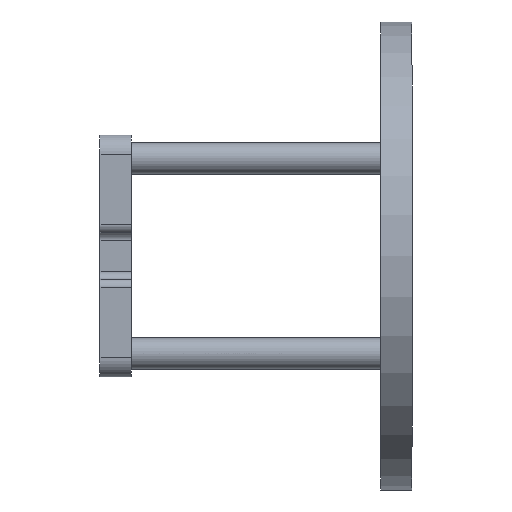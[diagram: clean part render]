
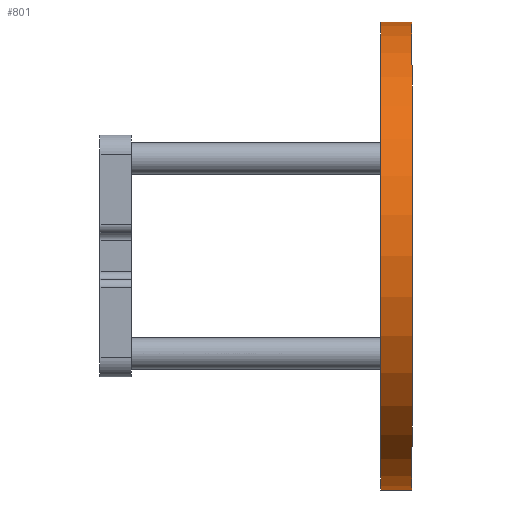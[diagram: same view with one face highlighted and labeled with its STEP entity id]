
A CAD part, left-side view. The second image highlights one B-rep face of the part: STEP entity #801.
In plain terms, the highlighted cylindrical face has radius 60 mm (diameter 120 mm), a partial arc.
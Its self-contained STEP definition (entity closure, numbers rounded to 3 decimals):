
#51 = CARTESIAN_POINT ( 'NONE',  ( 0., 8., -60. ) ) ;
#89 = CARTESIAN_POINT ( 'NONE',  ( 0., 8., 60. ) ) ;
#133 = CYLINDRICAL_SURFACE ( 'NONE', #2309, 60. ) ;
#152 = DIRECTION ( 'NONE',  ( 0., 0., -1. ) ) ;
#177 = VECTOR ( 'NONE', #3540, 1000. ) ;
#343 = CIRCLE ( 'NONE', #1001, 60. ) ;
#552 = EDGE_CURVE ( 'NONE', #2316, #561, #343, .T. ) ;
#561 = VERTEX_POINT ( 'NONE', #2555 ) ;
#685 = VERTEX_POINT ( 'NONE', #51 ) ;
#765 = EDGE_CURVE ( 'NONE', #685, #2316, #2447, .T. ) ;
#801 = ADVANCED_FACE ( 'NONE', ( #2679 ), #133, .T. ) ;
#991 = DIRECTION ( 'NONE',  ( 0., -1., 0. ) ) ;
#1001 = AXIS2_PLACEMENT_3D ( 'NONE', #1435, #3367, #3065 ) ;
#1035 = VERTEX_POINT ( 'NONE', #89 ) ;
#1066 = LINE ( 'NONE', #3272, #3056 ) ;
#1082 = DIRECTION ( 'NONE',  ( 0., -1., 0. ) ) ;
#1123 = ORIENTED_EDGE ( 'NONE', *, *, #2484, .F. ) ;
#1186 = DIRECTION ( 'NONE',  ( 0., 0., 1. ) ) ;
#1267 = CARTESIAN_POINT ( 'NONE',  ( 0., 8., 0. ) ) ;
#1292 = CARTESIAN_POINT ( 'NONE',  ( 0., 8., -60. ) ) ;
#1294 = CIRCLE ( 'NONE', #3164, 60. ) ;
#1300 = ORIENTED_EDGE ( 'NONE', *, *, #765, .T. ) ;
#1432 = EDGE_LOOP ( 'NONE', ( #2994, #1123, #1300, #1996 ) ) ;
#1435 = CARTESIAN_POINT ( 'NONE',  ( 0., 0., 0. ) ) ;
#1639 = EDGE_CURVE ( 'NONE', #1035, #561, #1066, .T. ) ;
#1996 = ORIENTED_EDGE ( 'NONE', *, *, #552, .T. ) ;
#2006 = CARTESIAN_POINT ( 'NONE',  ( 0., 8., 0. ) ) ;
#2309 = AXIS2_PLACEMENT_3D ( 'NONE', #1267, #991, #152 ) ;
#2316 = VERTEX_POINT ( 'NONE', #3073 ) ;
#2447 = LINE ( 'NONE', #1292, #177 ) ;
#2484 = EDGE_CURVE ( 'NONE', #685, #1035, #1294, .T. ) ;
#2555 = CARTESIAN_POINT ( 'NONE',  ( 0., 0., 60. ) ) ;
#2597 = DIRECTION ( 'NONE',  ( 0., 1., 0. ) ) ;
#2679 = FACE_OUTER_BOUND ( 'NONE', #1432, .T. ) ;
#2994 = ORIENTED_EDGE ( 'NONE', *, *, #1639, .F. ) ;
#3056 = VECTOR ( 'NONE', #1082, 1000. ) ;
#3065 = DIRECTION ( 'NONE',  ( 0., 0., 1. ) ) ;
#3073 = CARTESIAN_POINT ( 'NONE',  ( 0., 0., -60. ) ) ;
#3164 = AXIS2_PLACEMENT_3D ( 'NONE', #2006, #2597, #1186 ) ;
#3272 = CARTESIAN_POINT ( 'NONE',  ( 0., 8., 60. ) ) ;
#3367 = DIRECTION ( 'NONE',  ( 0., 1., 0. ) ) ;
#3540 = DIRECTION ( 'NONE',  ( 0., -1., 0. ) ) ;
